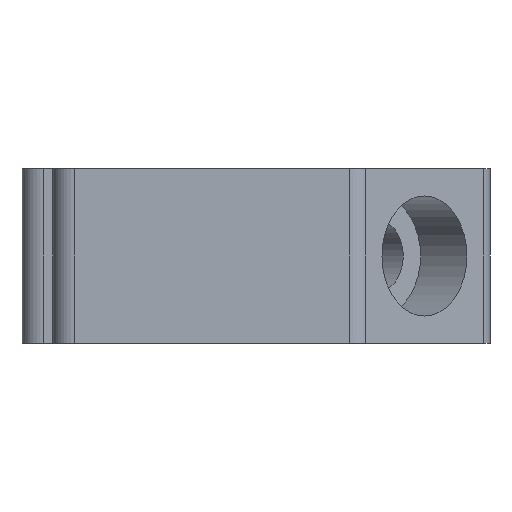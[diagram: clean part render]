
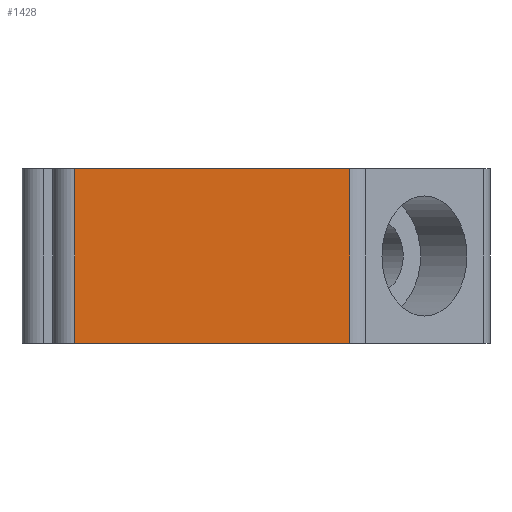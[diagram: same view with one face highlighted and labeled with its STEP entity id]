
A CAD part, left-side view. The second image highlights one B-rep face of the part: STEP entity #1428.
In plain terms, the highlighted planar face has unit normal (-1, 0, 0).
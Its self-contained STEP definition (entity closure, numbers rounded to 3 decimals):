
#66 = PLANE('',#67);
#67 = AXIS2_PLACEMENT_3D('',#68,#69,#70);
#68 = CARTESIAN_POINT('',(12.775,12.775,8.));
#69 = DIRECTION('',(0.,-0.,-1.));
#70 = DIRECTION('',(-1.,0.,0.));
#122 = PLANE('',#123);
#123 = AXIS2_PLACEMENT_3D('',#124,#125,#126);
#124 = CARTESIAN_POINT('',(12.775,12.775,-8.));
#125 = DIRECTION('',(0.,-0.,-1.));
#126 = DIRECTION('',(-1.,0.,0.));
#148 = CYLINDRICAL_SURFACE('',#149,2.);
#149 = AXIS2_PLACEMENT_3D('',#150,#151,#152);
#150 = CARTESIAN_POINT('',(2.,38.,-8.));
#151 = DIRECTION('',(0.,0.,1.));
#152 = DIRECTION('',(-0.,1.,0.));
#732 = VERTEX_POINT('',#733);
#733 = CARTESIAN_POINT('',(0.,12.828,8.));
#752 = CYLINDRICAL_SURFACE('',#753,2.);
#753 = AXIS2_PLACEMENT_3D('',#754,#755,#756);
#754 = CARTESIAN_POINT('',(2.,12.828,-8.));
#755 = DIRECTION('',(0.,0.,1.));
#756 = DIRECTION('',(-1.,0.,0.));
#764 = EDGE_CURVE('',#732,#765,#767,.T.);
#765 = VERTEX_POINT('',#766);
#766 = CARTESIAN_POINT('',(0.,38.,8.));
#767 = SURFACE_CURVE('',#768,(#772,#779),.PCURVE_S1.);
#768 = LINE('',#769,#770);
#769 = CARTESIAN_POINT('',(0.,0.,8.));
#770 = VECTOR('',#771,1.);
#771 = DIRECTION('',(0.,1.,0.));
#772 = PCURVE('',#66,#773);
#773 = DEFINITIONAL_REPRESENTATION('',(#774),#778);
#774 = LINE('',#775,#776);
#775 = CARTESIAN_POINT('',(12.775,-12.775));
#776 = VECTOR('',#777,1.);
#777 = DIRECTION('',(0.,1.));
#778 = ( GEOMETRIC_REPRESENTATION_CONTEXT(2) 
PARAMETRIC_REPRESENTATION_CONTEXT() REPRESENTATION_CONTEXT('2D SPACE',''
  ) );
#779 = PCURVE('',#780,#785);
#780 = PLANE('',#781);
#781 = AXIS2_PLACEMENT_3D('',#782,#783,#784);
#782 = CARTESIAN_POINT('',(0.,12.,0.));
#783 = DIRECTION('',(-1.,0.,0.));
#784 = DIRECTION('',(0.,1.,0.));
#785 = DEFINITIONAL_REPRESENTATION('',(#786),#790);
#786 = LINE('',#787,#788);
#787 = CARTESIAN_POINT('',(-12.,-8.));
#788 = VECTOR('',#789,1.);
#789 = DIRECTION('',(1.,0.));
#790 = ( GEOMETRIC_REPRESENTATION_CONTEXT(2) 
PARAMETRIC_REPRESENTATION_CONTEXT() REPRESENTATION_CONTEXT('2D SPACE',''
  ) );
#822 = VERTEX_POINT('',#823);
#823 = CARTESIAN_POINT('',(0.,38.,-8.));
#849 = EDGE_CURVE('',#822,#765,#850,.T.);
#850 = SURFACE_CURVE('',#851,(#855,#862),.PCURVE_S1.);
#851 = LINE('',#852,#853);
#852 = CARTESIAN_POINT('',(0.,38.,-8.));
#853 = VECTOR('',#854,1.);
#854 = DIRECTION('',(0.,0.,1.));
#855 = PCURVE('',#148,#856);
#856 = DEFINITIONAL_REPRESENTATION('',(#857),#861);
#857 = LINE('',#858,#859);
#858 = CARTESIAN_POINT('',(1.571,0.));
#859 = VECTOR('',#860,1.);
#860 = DIRECTION('',(0.,1.));
#861 = ( GEOMETRIC_REPRESENTATION_CONTEXT(2) 
PARAMETRIC_REPRESENTATION_CONTEXT() REPRESENTATION_CONTEXT('2D SPACE',''
  ) );
#862 = PCURVE('',#780,#863);
#863 = DEFINITIONAL_REPRESENTATION('',(#864),#868);
#864 = LINE('',#865,#866);
#865 = CARTESIAN_POINT('',(26.,8.));
#866 = VECTOR('',#867,1.);
#867 = DIRECTION('',(0.,-1.));
#868 = ( GEOMETRIC_REPRESENTATION_CONTEXT(2) 
PARAMETRIC_REPRESENTATION_CONTEXT() REPRESENTATION_CONTEXT('2D SPACE',''
  ) );
#1380 = VERTEX_POINT('',#1381);
#1381 = CARTESIAN_POINT('',(0.,12.828,-8.));
#1407 = EDGE_CURVE('',#1380,#822,#1408,.T.);
#1408 = SURFACE_CURVE('',#1409,(#1413,#1420),.PCURVE_S1.);
#1409 = LINE('',#1410,#1411);
#1410 = CARTESIAN_POINT('',(0.,0.,-8.));
#1411 = VECTOR('',#1412,1.);
#1412 = DIRECTION('',(0.,1.,0.));
#1413 = PCURVE('',#122,#1414);
#1414 = DEFINITIONAL_REPRESENTATION('',(#1415),#1419);
#1415 = LINE('',#1416,#1417);
#1416 = CARTESIAN_POINT('',(12.775,-12.775));
#1417 = VECTOR('',#1418,1.);
#1418 = DIRECTION('',(0.,1.));
#1419 = ( GEOMETRIC_REPRESENTATION_CONTEXT(2) 
PARAMETRIC_REPRESENTATION_CONTEXT() REPRESENTATION_CONTEXT('2D SPACE',''
  ) );
#1420 = PCURVE('',#780,#1421);
#1421 = DEFINITIONAL_REPRESENTATION('',(#1422),#1426);
#1422 = LINE('',#1423,#1424);
#1423 = CARTESIAN_POINT('',(-12.,8.));
#1424 = VECTOR('',#1425,1.);
#1425 = DIRECTION('',(1.,0.));
#1426 = ( GEOMETRIC_REPRESENTATION_CONTEXT(2) 
PARAMETRIC_REPRESENTATION_CONTEXT() REPRESENTATION_CONTEXT('2D SPACE',''
  ) );
#1428 = ADVANCED_FACE('',(#1429),#780,.T.);
#1429 = FACE_BOUND('',#1430,.T.);
#1430 = EDGE_LOOP('',(#1431,#1432,#1433,#1434));
#1431 = ORIENTED_EDGE('',*,*,#764,.T.);
#1432 = ORIENTED_EDGE('',*,*,#849,.F.);
#1433 = ORIENTED_EDGE('',*,*,#1407,.F.);
#1434 = ORIENTED_EDGE('',*,*,#1435,.T.);
#1435 = EDGE_CURVE('',#1380,#732,#1436,.T.);
#1436 = SURFACE_CURVE('',#1437,(#1441,#1448),.PCURVE_S1.);
#1437 = LINE('',#1438,#1439);
#1438 = CARTESIAN_POINT('',(0.,12.828,-8.));
#1439 = VECTOR('',#1440,1.);
#1440 = DIRECTION('',(0.,0.,1.));
#1441 = PCURVE('',#780,#1442);
#1442 = DEFINITIONAL_REPRESENTATION('',(#1443),#1447);
#1443 = LINE('',#1444,#1445);
#1444 = CARTESIAN_POINT('',(0.828,8.));
#1445 = VECTOR('',#1446,1.);
#1446 = DIRECTION('',(0.,-1.));
#1447 = ( GEOMETRIC_REPRESENTATION_CONTEXT(2) 
PARAMETRIC_REPRESENTATION_CONTEXT() REPRESENTATION_CONTEXT('2D SPACE',''
  ) );
#1448 = PCURVE('',#752,#1449);
#1449 = DEFINITIONAL_REPRESENTATION('',(#1450),#1454);
#1450 = LINE('',#1451,#1452);
#1451 = CARTESIAN_POINT('',(0.,0.));
#1452 = VECTOR('',#1453,1.);
#1453 = DIRECTION('',(0.,1.));
#1454 = ( GEOMETRIC_REPRESENTATION_CONTEXT(2) 
PARAMETRIC_REPRESENTATION_CONTEXT() REPRESENTATION_CONTEXT('2D SPACE',''
  ) );
